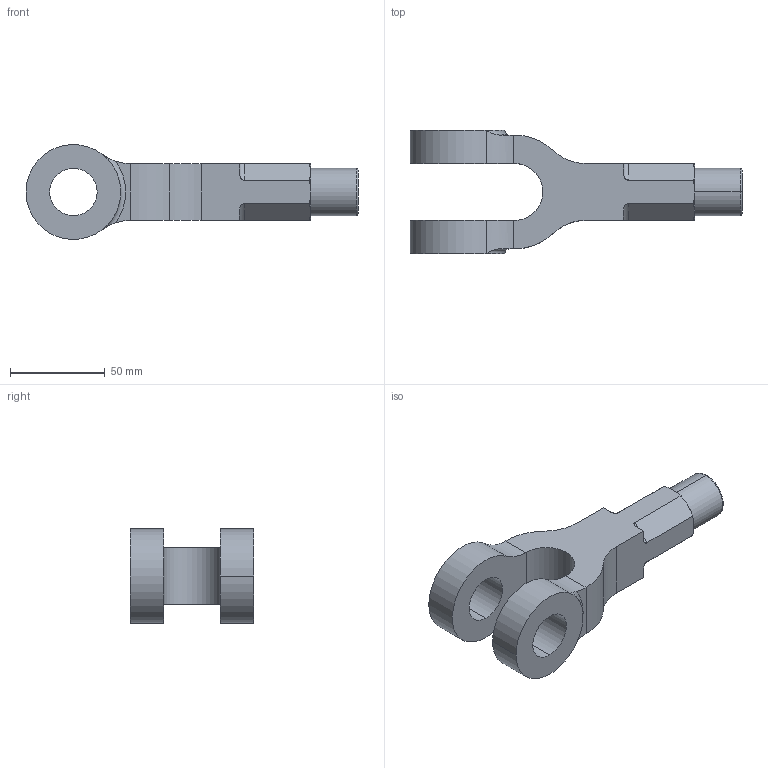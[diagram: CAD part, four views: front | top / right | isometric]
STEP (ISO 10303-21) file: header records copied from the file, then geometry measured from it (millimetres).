
FILE_DESCRIPTION (( 'STEP AP214' ), '1' );
FILE_NAME ('Fork.STEP', '2025-02-11T19:53:15', ( '' ), ( '' ), 'SwSTEP 2.0', 'SolidWorks 2024', '' );
FILE_SCHEMA (( 'AUTOMOTIVE_DESIGN' ));
Length unit declared in the file: millimetre
Products named in the file (1): Fork
Bounding box: 175 x 65 x 49.97 mm (x, y, z)
Volume: 157085.5 mm3; surface area: 30007.6 mm2
Topology: 1 solids, 1 shells, 55 faces, 142 edges, 90 vertices
Faces by surface type: cylinder 22, plane 20, cone 8, torus 5
Entity records: 1806 total; most frequent: CARTESIAN_POINT 448, ORIENTED_EDGE 284, DIRECTION 281, EDGE_CURVE 142, AXIS2_PLACEMENT_3D 111, VERTEX_POINT 90, EDGE_LOOP 60, LINE 59
